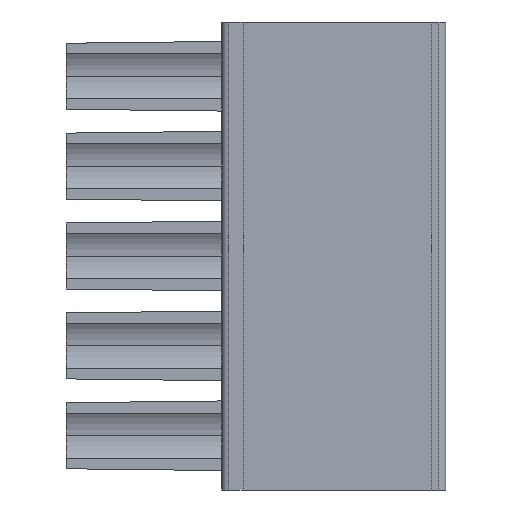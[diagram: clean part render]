
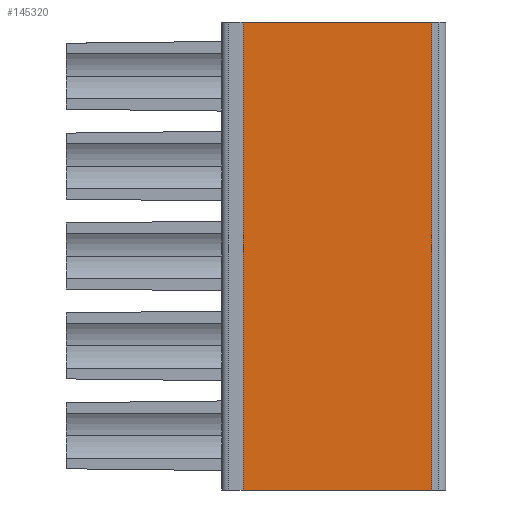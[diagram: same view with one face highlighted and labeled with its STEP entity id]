
A CAD part, front view. The second image highlights one B-rep face of the part: STEP entity #145320.
In plain terms, the highlighted planar face has unit normal (0, -1, 0).
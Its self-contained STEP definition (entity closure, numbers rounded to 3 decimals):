
#8680=CARTESIAN_POINT('',(50.611,29.382,
   77.855));
#8690=VERTEX_POINT('',#8680);
#8740=CARTESIAN_POINT('',(0.,29.382,
   77.855));
#8750=DIRECTION('',(1.,0.,
   0.));
#8760=VECTOR('',#8750,1.);
#8770=LINE('',#8740,#8760);
#8780=CARTESIAN_POINT('',(42.611,29.382,
   77.855));
#8790=VERTEX_POINT('',#8780);
#8800=EDGE_CURVE('',#8790,#8690,#8770,.T.);
#43180=CARTESIAN_POINT('',(42.611,29.382
   ,-0.31));
#43190=DIRECTION('',(0.,0.,
   -1.));
#43200=VECTOR('',#43190,1.);
#43210=LINE('',#43180,#43200);
#43220=CARTESIAN_POINT('',(42.611,29.382
   ,58.015));
#43230=VERTEX_POINT('',#43220);
#43240=EDGE_CURVE('',#8790,#43230,#43210,.T.);
#92090=CARTESIAN_POINT('',(50.611,29.382
   ,58.015));
#92100=VERTEX_POINT('',#92090);
#92130=CARTESIAN_POINT('',(50.611,29.382
   ,-11.74));
#92140=DIRECTION('',(0.,0.,
   1.));
#92150=VECTOR('',#92140,1.);
#92160=LINE('',#92130,#92150);
#92170=EDGE_CURVE('',#92100,#8690,#92160,.T.);
#143320=CARTESIAN_POINT('',(0.,
   29.382,58.015));
#143330=DIRECTION('',(-1.,0.,
   0.));
#143340=VECTOR('',#143330,1.);
#143350=LINE('',#143320,#143340);
#143360=EDGE_CURVE('',#92100,#43230,#143350,.T.);
#145210=CARTESIAN_POINT('',(42.611,
   29.382,63.815));
#145220=DIRECTION('',(0.,-1.,
   0.));
#145230=DIRECTION('',(-1.,0.,
   0.));
#145240=AXIS2_PLACEMENT_3D('',#145210,#145220,#145230);
#145250=PLANE('',#145240);
#145260=ORIENTED_EDGE('',*,*,#143360,.F.);
#145270=ORIENTED_EDGE('',*,*,#43240,.T.);
#145280=ORIENTED_EDGE('',*,*,#8800,.F.);
#145290=ORIENTED_EDGE('',*,*,#92170,.T.);
#145300=EDGE_LOOP('',(#145290,#145280,#145270,#145260));
#145310=FACE_OUTER_BOUND('',#145300,.T.);
#145320=ADVANCED_FACE('',(#145310),#145250,.T.);
